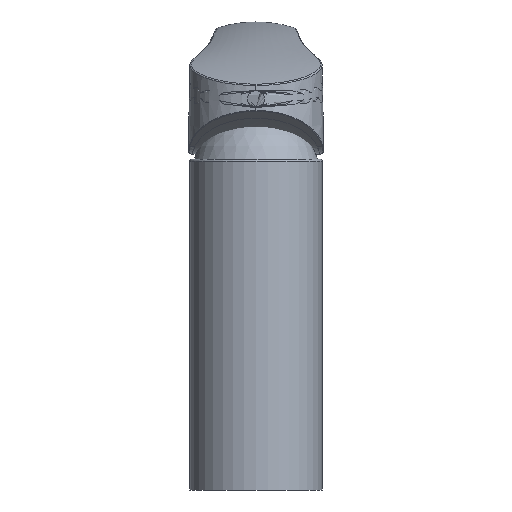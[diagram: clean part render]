
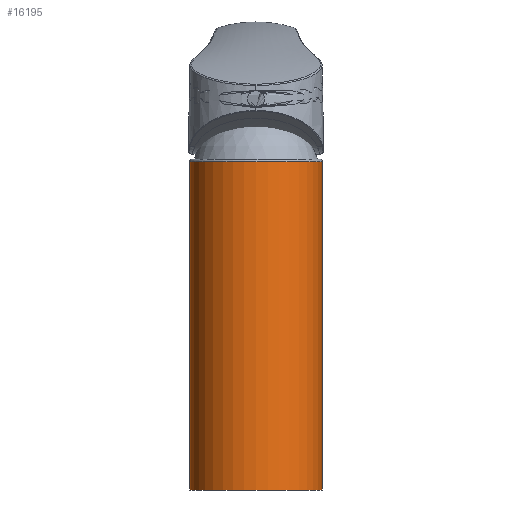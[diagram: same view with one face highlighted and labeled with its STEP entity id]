
A CAD part, left-side view. The second image highlights one B-rep face of the part: STEP entity #16195.
In plain terms, the highlighted cylindrical face has radius 25.5 mm (diameter 51 mm), a full revolution.
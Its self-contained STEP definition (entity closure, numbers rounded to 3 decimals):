
#3464=CYLINDRICAL_SURFACE('',#17080,25.5);
#3984=CIRCLE('',#17074,25.5);
#3985=CIRCLE('',#17076,25.5);
#5018=ORIENTED_EDGE('',*,*,#8888,.T.);
#5019=ORIENTED_EDGE('',*,*,#8893,.T.);
#5020=ORIENTED_EDGE('',*,*,#8889,.T.);
#5021=ORIENTED_EDGE('',*,*,#8883,.T.);
#5022=ORIENTED_EDGE('',*,*,#8917,.F.);
#5023=ORIENTED_EDGE('',*,*,#8916,.T.);
#8883=EDGE_CURVE('',#11982,#11981,#14529,.T.);
#8888=EDGE_CURVE('',#11981,#11985,#14532,.T.);
#8889=EDGE_CURVE('',#11986,#11982,#14533,.T.);
#8893=EDGE_CURVE('',#11985,#11986,#14536,.T.);
#8916=EDGE_CURVE('',#12003,#12003,#3984,.T.);
#8917=EDGE_CURVE('',#12004,#12004,#3985,.T.);
#11981=VERTEX_POINT('',#23153);
#11982=VERTEX_POINT('',#23180);
#11985=VERTEX_POINT('',#23223);
#11986=VERTEX_POINT('',#23265);
#12003=VERTEX_POINT('',#23647);
#12004=VERTEX_POINT('',#23650);
#14529=B_SPLINE_CURVE_WITH_KNOTS('',3,(#23154,#23155,#23156,#23157,#23158,
#23159,#23160,#23161,#23162,#23163,#23164,#23165,#23166,#23167,#23168,#23169,
#23170,#23171,#23172,#23173,#23174,#23175,#23176,#23177,#23178,#23179),
 .UNSPECIFIED.,.F.,.F.,(4,1,1,1,1,1,1,1,1,1,1,1,1,1,1,1,1,1,1,1,1,1,1,4),
(0.,0.005,0.01,0.015,0.02,
0.022,0.024,0.027,0.029,
0.034,0.037,0.039,0.042,
0.044,0.046,0.049,0.054,
0.056,0.059,0.061,0.064,
0.068,0.073,0.078),.UNSPECIFIED.);
#14532=B_SPLINE_CURVE_WITH_KNOTS('',3,(#23224,#23225,#23226,#23227,#23228,
#23229,#23230),.UNSPECIFIED.,.F.,.F.,(4,1,1,1,4),(0.,0.006,
0.012,0.017,0.023),.UNSPECIFIED.);
#14533=B_SPLINE_CURVE_WITH_KNOTS('',3,(#23258,#23259,#23260,#23261,#23262,
#23263,#23264),.UNSPECIFIED.,.F.,.F.,(4,1,1,1,4),(0.,0.006,
0.012,0.017,0.023),.UNSPECIFIED.);
#14536=B_SPLINE_CURVE_WITH_KNOTS('',3,(#23334,#23335,#23336,#23337,#23338,
#23339,#23340,#23341,#23342,#23343,#23344),.UNSPECIFIED.,.F.,.F.,(4,1,1,
1,1,1,1,1,4),(0.,0.004,0.008,0.012,
0.016,0.02,0.025,0.029,
0.033),.UNSPECIFIED.);
#14962=EDGE_LOOP('',(#5018,#5019,#5020,#5021));
#14963=EDGE_LOOP('',(#5022));
#14964=EDGE_LOOP('',(#5023));
#15560=FACE_BOUND('',#14962,.T.);
#15561=FACE_BOUND('',#14963,.T.);
#15562=FACE_BOUND('',#14964,.T.);
#16195=ADVANCED_FACE('',(#15560,#15561,#15562),#3464,.T.);
#17074=AXIS2_PLACEMENT_3D('',#23646,#18541,#18542);
#17076=AXIS2_PLACEMENT_3D('',#23649,#18545,#18546);
#17080=AXIS2_PLACEMENT_3D('',#24430,#18553,#18554);
#18541=DIRECTION('',(0.,0.,-1.));
#18542=DIRECTION('',(-1.,0.,0.));
#18545=DIRECTION('',(0.,0.,-1.));
#18546=DIRECTION('',(-1.,0.,0.));
#18553=DIRECTION('',(0.,0.,-1.));
#18554=DIRECTION('',(-1.,0.,0.));
#23153=CARTESIAN_POINT('',(17.898,-18.163,63.131));
#23154=CARTESIAN_POINT('',(17.898,18.163,63.131));
#23155=CARTESIAN_POINT('',(17.901,18.161,61.495));
#23156=CARTESIAN_POINT('',(17.871,18.19,58.217));
#23157=CARTESIAN_POINT('',(18.172,17.893,53.359));
#23158=CARTESIAN_POINT('',(18.926,17.109,48.516));
#23159=CARTESIAN_POINT('',(20.001,15.86,44.741));
#23160=CARTESIAN_POINT('',(21.104,14.34,42.005));
#23161=CARTESIAN_POINT('',(21.984,12.962,40.201));
#23162=CARTESIAN_POINT('',(22.899,11.279,38.605));
#23163=CARTESIAN_POINT('',(24.037,8.727,36.877));
#23164=CARTESIAN_POINT('',(24.941,5.72,35.719));
#23165=CARTESIAN_POINT('',(25.414,2.527,35.149));
#23166=CARTESIAN_POINT('',(25.54,0.032,35.));
#23167=CARTESIAN_POINT('',(25.425,-2.411,35.135));
#23168=CARTESIAN_POINT('',(25.073,-4.852,35.559));
#23169=CARTESIAN_POINT('',(24.517,-7.138,36.262));
#23170=CARTESIAN_POINT('',(23.535,-10.012,37.604));
#23171=CARTESIAN_POINT('',(22.322,-12.427,39.516));
#23172=CARTESIAN_POINT('',(21.12,-14.317,41.969));
#23173=CARTESIAN_POINT('',(20.3,-15.45,43.994));
#23174=CARTESIAN_POINT('',(19.582,-16.345,46.21));
#23175=CARTESIAN_POINT('',(18.815,-17.226,49.259));
#23176=CARTESIAN_POINT('',(18.178,-17.887,53.292));
#23177=CARTESIAN_POINT('',(17.871,-18.19,58.2));
#23178=CARTESIAN_POINT('',(17.901,-18.161,61.488));
#23179=CARTESIAN_POINT('',(17.898,-18.163,63.131));
#23180=CARTESIAN_POINT('',(17.898,18.163,63.131));
#23223=CARTESIAN_POINT('',(22.08,-12.756,84.897));
#23224=CARTESIAN_POINT('',(17.898,-18.163,63.131));
#23225=CARTESIAN_POINT('',(17.895,-18.166,65.083));
#23226=CARTESIAN_POINT('',(18.194,-17.875,68.909));
#23227=CARTESIAN_POINT('',(19.125,-16.896,74.54));
#23228=CARTESIAN_POINT('',(20.418,-15.331,79.993));
#23229=CARTESIAN_POINT('',(21.468,-13.816,83.357));
#23230=CARTESIAN_POINT('',(22.08,-12.756,84.897));
#23258=CARTESIAN_POINT('',(22.08,12.756,84.897));
#23259=CARTESIAN_POINT('',(21.472,13.808,83.368));
#23260=CARTESIAN_POINT('',(20.414,15.338,79.983));
#23261=CARTESIAN_POINT('',(19.123,16.897,74.524));
#23262=CARTESIAN_POINT('',(18.198,17.871,68.946));
#23263=CARTESIAN_POINT('',(17.895,18.166,65.074));
#23264=CARTESIAN_POINT('',(17.898,18.163,63.131));
#23265=CARTESIAN_POINT('',(22.08,12.756,84.897));
#23334=CARTESIAN_POINT('',(22.08,-12.756,84.897));
#23335=CARTESIAN_POINT('',(22.507,-12.017,85.969));
#23336=CARTESIAN_POINT('',(23.328,-10.43,88.029));
#23337=CARTESIAN_POINT('',(24.427,-7.561,90.779));
#23338=CARTESIAN_POINT('',(25.268,-4.097,92.877));
#23339=CARTESIAN_POINT('',(25.616,-0.004,93.746));
#23340=CARTESIAN_POINT('',(25.269,4.088,92.881));
#23341=CARTESIAN_POINT('',(24.427,7.559,90.78));
#23342=CARTESIAN_POINT('',(23.331,10.423,88.037));
#23343=CARTESIAN_POINT('',(22.507,12.017,85.97));
#23344=CARTESIAN_POINT('',(22.08,12.756,84.897));
#23646=CARTESIAN_POINT('',(0.,0.,127.35));
#23647=CARTESIAN_POINT('',(-25.5,0.,127.35));
#23649=CARTESIAN_POINT('',(0.,0.,1.05));
#23650=CARTESIAN_POINT('',(-25.5,0.,1.05));
#24430=CARTESIAN_POINT('',(0.,0.,55.05));
